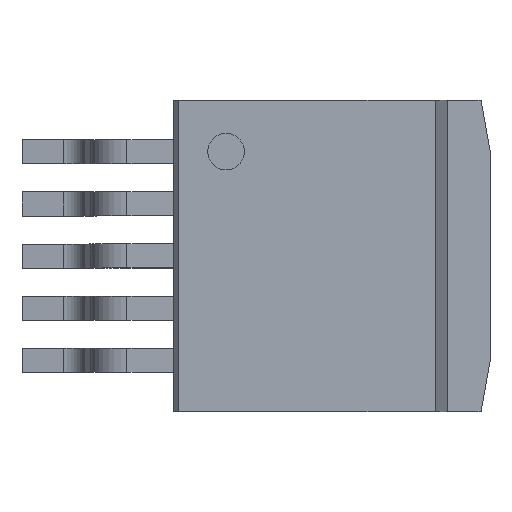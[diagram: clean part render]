
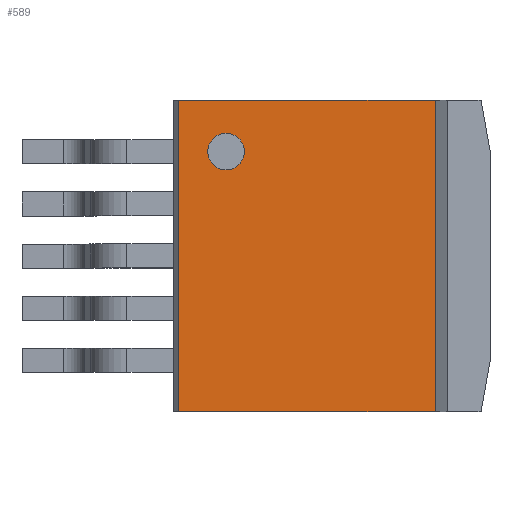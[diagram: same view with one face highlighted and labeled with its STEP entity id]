
A CAD part, top view. The second image highlights one B-rep face of the part: STEP entity #589.
In plain terms, the highlighted face is planar.
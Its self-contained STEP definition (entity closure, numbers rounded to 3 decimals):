
#199=DIRECTION('',(0.,0.,1.));
#200=VECTOR('',#199,8.371);
#201=CARTESIAN_POINT('',(-5.08,4.445,3.946));
#202=LINE('',#201,#200);
#220=CARTESIAN_POINT('',(-3.404,4.445,10.77));
#221=DIRECTION('',(0.,-1.,0.));
#222=DIRECTION('',(1.,0.,0.));
#223=AXIS2_PLACEMENT_3D('',#220,#221,#222);
#228=CARTESIAN_POINT('',(-3.404,4.445,10.77));
#229=DIRECTION('',(0.,-1.,0.));
#230=DIRECTION('',(-1.,0.,0.));
#231=AXIS2_PLACEMENT_3D('',#228,#229,#230);
#236=DIRECTION('',(-1.,0.,0.));
#237=VECTOR('',#236,10.16);
#238=CARTESIAN_POINT('',(5.08,4.445,3.946));
#239=LINE('',#238,#237);
#243=DIRECTION('',(0.,0.,1.));
#244=VECTOR('',#243,8.371);
#245=CARTESIAN_POINT('',(5.08,4.445,3.946));
#246=LINE('',#245,#244);
#250=DIRECTION('',(-1.,0.,0.));
#251=VECTOR('',#250,10.16);
#252=CARTESIAN_POINT('',(5.08,4.445,12.317));
#253=LINE('',#252,#251);
#325=CARTESIAN_POINT('',(-5.08,4.445,12.317));
#326=VERTEX_POINT('',#325);
#329=CARTESIAN_POINT('',(5.08,4.445,12.317));
#330=VERTEX_POINT('',#329);
#335=CARTESIAN_POINT('',(-5.08,4.445,3.946));
#337=VERTEX_POINT('',#335);
#339=CARTESIAN_POINT('',(5.08,4.445,3.946));
#341=VERTEX_POINT('',#339);
#363=CARTESIAN_POINT('',(-2.807,4.445,10.77));
#364=CARTESIAN_POINT('',(-4.001,4.445,10.77));
#365=VERTEX_POINT('',#363);
#366=VERTEX_POINT('',#364);
#571=CARTESIAN_POINT('',(5.08,4.445,3.556));
#572=DIRECTION('',(0.,1.,0.));
#573=DIRECTION('',(-1.,0.,0.));
#574=AXIS2_PLACEMENT_3D('',#571,#572,#573);
#575=PLANE('',#574);
#576=ORIENTED_EDGE('',*,*,#512,.F.);
#577=ORIENTED_EDGE('',*,*,#534,.T.);
#579=ORIENTED_EDGE('',*,*,#578,.T.);
#580=ORIENTED_EDGE('',*,*,#559,.F.);
#581=EDGE_LOOP('',(#576,#577,#579,#580));
#582=FACE_OUTER_BOUND('',#581,.F.);
#584=ORIENTED_EDGE('',*,*,#583,.F.);
#586=ORIENTED_EDGE('',*,*,#585,.F.);
#587=EDGE_LOOP('',(#584,#586));
#588=FACE_BOUND('',#587,.F.);
#224=CIRCLE('',#223,0.597);
#232=CIRCLE('',#231,0.597);
#512=EDGE_CURVE('',#341,#337,#239,.T.);
#534=EDGE_CURVE('',#341,#330,#246,.T.);
#559=EDGE_CURVE('',#337,#326,#202,.T.);
#578=EDGE_CURVE('',#330,#326,#253,.T.);
#583=EDGE_CURVE('',#365,#366,#224,.T.);
#585=EDGE_CURVE('',#366,#365,#232,.T.);
#589=ADVANCED_FACE('',(#582,#588),#575,.T.);
